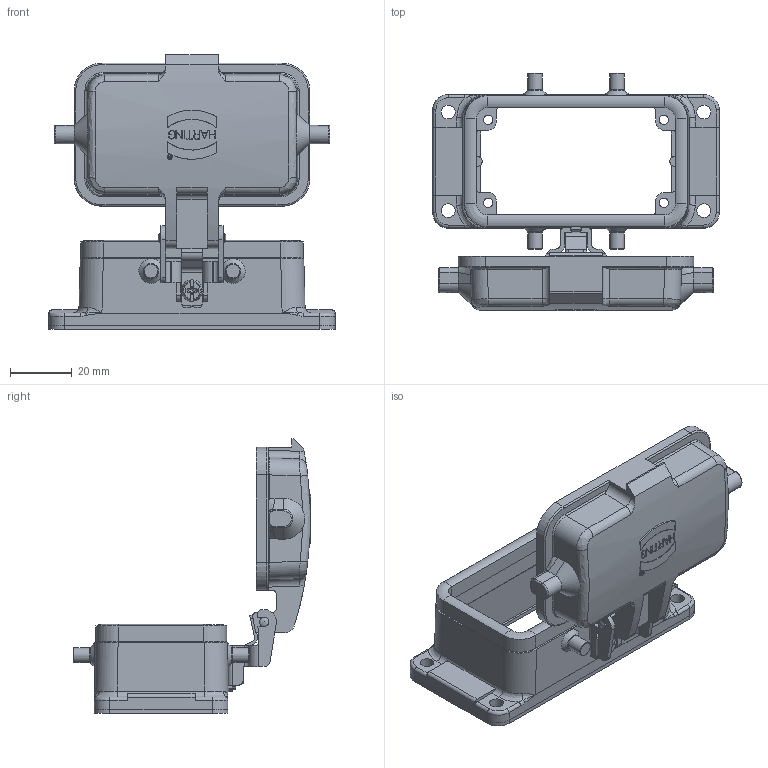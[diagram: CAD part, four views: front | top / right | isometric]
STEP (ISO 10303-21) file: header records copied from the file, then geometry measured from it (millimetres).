
FILE_DESCRIPTION(/* description */ (''),/* implementation_level */ '2;1');
FILE_NAME(/* name */ '100094775ugm000_d.stp',/* time_stamp */ '2017-11-03T08:58:57+01:00',/* author */ (''),/* organization */ (''),/* preprocessor_version */ 'ST-DEVELOPER v16',/* originating_system */ 'SIEMENS PLM Software NX 10.0',/* authorisation */ '');
FILE_SCHEMA (('AUTOMOTIVE_DESIGN { 1 0 10303 214 3 1 1 1 }'));
Length unit declared in the file: millimetre
Products named in the file (1): 100094775ugm000_d
Bounding box: 93.01 x 77.23 x 89.23 mm (x, y, z)
Volume: 45894.4 mm3; surface area: 34220.3 mm2
Topology: 3 solids, 3 shells, 727 faces, 2425 edges, 2229 vertices
Faces by surface type: plane 338, cylinder 213, bspline 122, cone 35, torus 15, sphere 4
Full cylindrical faces by diameter (mm): 1.52 x1, 1.68 x1, 3 x6, 4.5 x4, 4.8 x4, 7 x1
Entity records: 31403 total; most frequent: CARTESIAN_POINT 10057, ORIENTED_EDGE 3686, DIRECTION 3441, EDGE_CURVE 1843, VERTEX_POINT 1185, AXIS2_PLACEMENT_3D 1162, LINE 1117, VECTOR 1117
